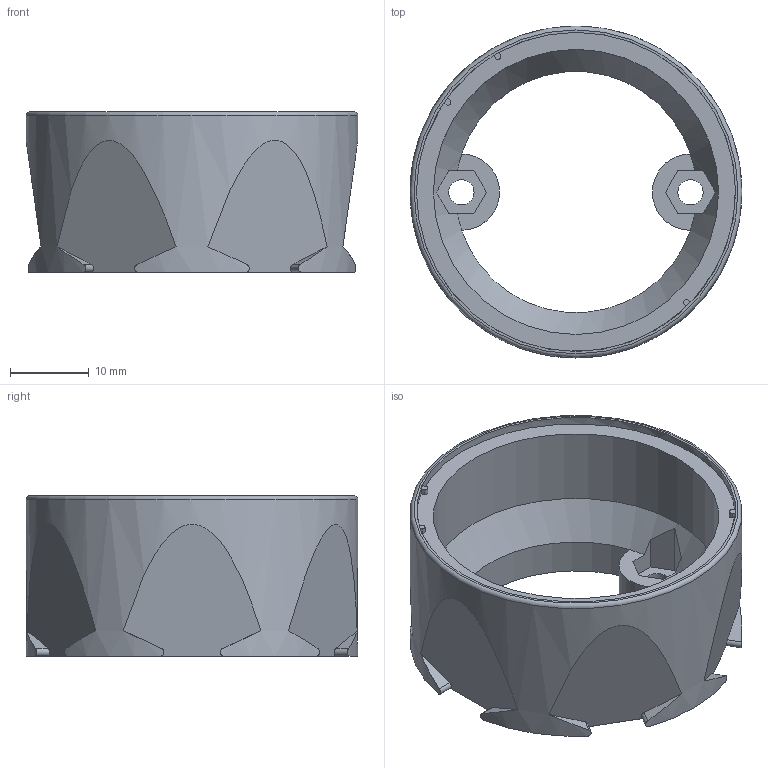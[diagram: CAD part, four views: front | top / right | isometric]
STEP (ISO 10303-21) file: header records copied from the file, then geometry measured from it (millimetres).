
FILE_DESCRIPTION(/* description */ (''),/* implementation_level */ '2;1');
FILE_NAME(/* name */ 'Trackpad.step',/* time_stamp */ '2023-03-08T12:23:46Z',/* author */ (''),/* organization */ (''),/* preprocessor_version */ 'ST-DEVELOPER v19.2',/* originating_system */ 'Autodesk Translation Framework v11.17.0.187',/* authorisation */ '');
FILE_SCHEMA (('AUTOMOTIVE_DESIGN { 1 0 10303 214 3 1 1 }'));
Length unit declared in the file: millimetre
Products named in the file (1): Trackpad
Bounding box: 42 x 42.01 x 20.32 mm (x, y, z)
Volume: 8175.7 mm3; surface area: 6257.8 mm2
Topology: 1 solids, 1 shells, 73 faces, 209 edges, 139 vertices
Faces by surface type: plane 47, cylinder 23, torus 1, bspline 1, cone 1
Full cylindrical faces by diameter (mm): 3.2 x2, 36.1 x1, 40.4 x1, 42 x1
Entity records: 2619 total; most frequent: CARTESIAN_POINT 649, ORIENTED_EDGE 418, DIRECTION 405, EDGE_CURVE 209, AXIS2_PLACEMENT_3D 148, VERTEX_POINT 139, LINE 109, VECTOR 109
